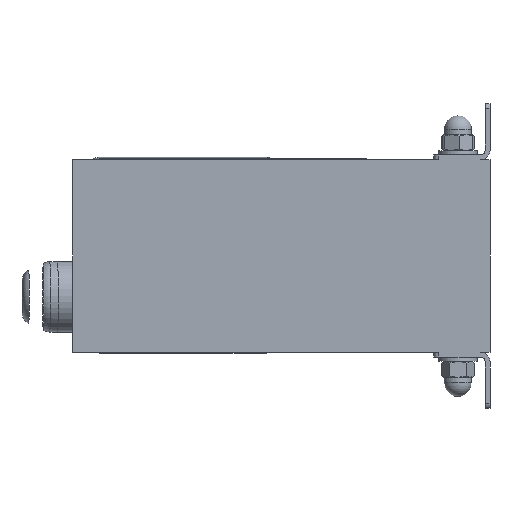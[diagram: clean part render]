
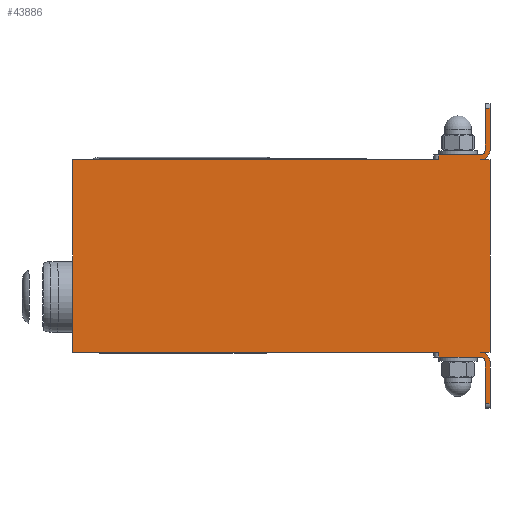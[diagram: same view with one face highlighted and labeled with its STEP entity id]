
A CAD part, left-side view. The second image highlights one B-rep face of the part: STEP entity #43886.
In plain terms, the highlighted planar face has unit normal (-1, 0, 0).
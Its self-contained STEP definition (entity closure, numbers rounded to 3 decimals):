
#3582=FACE_OUTER_BOUND('',#6007,.T.);
#6007=EDGE_LOOP('',(#36772,#36773,#36774,#36775,#36776,#36777,#36778,#36779,
#36780,#36781,#36782,#36783,#36784,#36785,#36786,#36787,#36788,#36789,#36790,
#36791));
#6382=LINE('',#59268,#10455);
#7530=LINE('',#63865,#11603);
#9813=LINE('',#71885,#13886);
#9821=LINE('',#71915,#13894);
#9828=LINE('',#71941,#13901);
#9832=LINE('',#71954,#13905);
#9834=LINE('',#71957,#13907);
#9840=LINE('',#71973,#13913);
#9842=LINE('',#71986,#13915);
#9845=LINE('',#71991,#13918);
#9848=LINE('',#72001,#13921);
#9852=LINE('',#72011,#13925);
#9860=LINE('',#72037,#13933);
#9866=LINE('',#72056,#13939);
#10018=LINE('',#72737,#14091);
#10021=LINE('',#72742,#14094);
#10455=VECTOR('',#47901,10.);
#11603=VECTOR('',#49851,10.);
#13886=VECTOR('',#56612,10.);
#13894=VECTOR('',#56642,10.);
#13901=VECTOR('',#56669,10.);
#13905=VECTOR('',#56681,10.);
#13907=VECTOR('',#56685,10.);
#13913=VECTOR('',#56703,10.);
#13915=VECTOR('',#56721,10.);
#13918=VECTOR('',#56726,10.);
#13921=VECTOR('',#56735,10.);
#13925=VECTOR('',#56743,10.);
#13933=VECTOR('',#56773,10.);
#13939=VECTOR('',#56795,10.);
#14091=VECTOR('',#57509,10.);
#14094=VECTOR('',#57516,10.);
#15488=CIRCLE('',#46904,3.);
#15489=CIRCLE('',#46906,6.);
#15499=CIRCLE('',#46928,3.);
#15502=CIRCLE('',#46932,6.);
#16008=VERTEX_POINT('',#59265);
#16009=VERTEX_POINT('',#59267);
#16952=VERTEX_POINT('',#63862);
#16953=VERTEX_POINT('',#63864);
#19228=VERTEX_POINT('',#71882);
#19229=VERTEX_POINT('',#71884);
#19236=VERTEX_POINT('',#71905);
#19240=VERTEX_POINT('',#71913);
#19248=VERTEX_POINT('',#71938);
#19249=VERTEX_POINT('',#71940);
#19254=VERTEX_POINT('',#71952);
#19258=VERTEX_POINT('',#71971);
#19259=VERTEX_POINT('',#71978);
#19261=VERTEX_POINT('',#71985);
#19263=VERTEX_POINT('',#71994);
#19266=VERTEX_POINT('',#71999);
#19270=VERTEX_POINT('',#72009);
#19277=VERTEX_POINT('',#72036);
#19280=VERTEX_POINT('',#72047);
#19282=VERTEX_POINT('',#72054);
#20054=EDGE_CURVE('',#16009,#16008,#6382,.T.);
#21480=EDGE_CURVE('',#16953,#16952,#7530,.T.);
#24957=EDGE_CURVE('',#19229,#19228,#9813,.T.);
#24971=EDGE_CURVE('',#19236,#19240,#9821,.T.);
#24983=EDGE_CURVE('',#19248,#19249,#9828,.T.);
#24990=EDGE_CURVE('',#19254,#19248,#9832,.T.);
#24992=EDGE_CURVE('',#16953,#19228,#9834,.T.);
#25000=EDGE_CURVE('',#19258,#19254,#9840,.T.);
#25002=EDGE_CURVE('',#19229,#19258,#15488,.T.);
#25003=EDGE_CURVE('',#19259,#19249,#15489,.T.);
#25006=EDGE_CURVE('',#19261,#19259,#9842,.T.);
#25009=EDGE_CURVE('',#19236,#16008,#9845,.T.);
#25014=EDGE_CURVE('',#19266,#19263,#9848,.T.);
#25019=EDGE_CURVE('',#19270,#19266,#9852,.T.);
#25032=EDGE_CURVE('',#19263,#19277,#9860,.T.);
#25035=EDGE_CURVE('',#19240,#19277,#15499,.T.);
#25039=EDGE_CURVE('',#19280,#19270,#15502,.T.);
#25042=EDGE_CURVE('',#19280,#19282,#9866,.T.);
#25358=EDGE_CURVE('',#19282,#19261,#10018,.T.);
#25361=EDGE_CURVE('',#16009,#16952,#10021,.T.);
#36772=ORIENTED_EDGE('',*,*,#25361,.F.);
#36773=ORIENTED_EDGE('',*,*,#20054,.T.);
#36774=ORIENTED_EDGE('',*,*,#25009,.F.);
#36775=ORIENTED_EDGE('',*,*,#24971,.T.);
#36776=ORIENTED_EDGE('',*,*,#25035,.T.);
#36777=ORIENTED_EDGE('',*,*,#25032,.F.);
#36778=ORIENTED_EDGE('',*,*,#25014,.F.);
#36779=ORIENTED_EDGE('',*,*,#25019,.F.);
#36780=ORIENTED_EDGE('',*,*,#25039,.F.);
#36781=ORIENTED_EDGE('',*,*,#25042,.T.);
#36782=ORIENTED_EDGE('',*,*,#25358,.T.);
#36783=ORIENTED_EDGE('',*,*,#25006,.T.);
#36784=ORIENTED_EDGE('',*,*,#25003,.T.);
#36785=ORIENTED_EDGE('',*,*,#24983,.F.);
#36786=ORIENTED_EDGE('',*,*,#24990,.F.);
#36787=ORIENTED_EDGE('',*,*,#25000,.F.);
#36788=ORIENTED_EDGE('',*,*,#25002,.F.);
#36789=ORIENTED_EDGE('',*,*,#24957,.T.);
#36790=ORIENTED_EDGE('',*,*,#24992,.F.);
#36791=ORIENTED_EDGE('',*,*,#21480,.T.);
#39538=PLANE('',#47218);
#43886=ADVANCED_FACE('',(#3582),#39538,.T.);
#46904=AXIS2_PLACEMENT_3D('',#71976,#56708,#56709);
#46906=AXIS2_PLACEMENT_3D('',#71979,#56712,#56713);
#46928=AXIS2_PLACEMENT_3D('',#72042,#56778,#56779);
#46932=AXIS2_PLACEMENT_3D('',#72049,#56787,#56788);
#47218=AXIS2_PLACEMENT_3D('',#72743,#57517,#57518);
#47901=DIRECTION('',(0.,-1.,0.));
#49851=DIRECTION('',(0.,1.,0.));
#56612=DIRECTION('',(0.,1.,0.));
#56642=DIRECTION('',(0.,-1.,0.));
#56669=DIRECTION('',(0.,0.,-1.));
#56681=DIRECTION('',(0.,-1.,0.));
#56685=DIRECTION('',(0.,0.,1.));
#56703=DIRECTION('',(0.,0.,1.));
#56708=DIRECTION('center_axis',(-1.,0.,0.));
#56709=DIRECTION('ref_axis',(0.,0.,
-1.));
#56712=DIRECTION('center_axis',(-1.,0.,0.));
#56713=DIRECTION('ref_axis',(0.,0.,
-1.));
#56721=DIRECTION('',(0.,1.,0.));
#56726=DIRECTION('',(0.,0.,1.));
#56735=DIRECTION('',(0.,1.,0.));
#56743=DIRECTION('',(0.,0.,-1.));
#56773=DIRECTION('',(0.,0.,1.));
#56778=DIRECTION('center_axis',(1.,0.,0.));
#56779=DIRECTION('ref_axis',(0.,0.,
1.));
#56787=DIRECTION('center_axis',(1.,0.,0.));
#56788=DIRECTION('ref_axis',(0.,0.,
1.));
#56795=DIRECTION('',(0.,-1.,0.));
#57509=DIRECTION('',(0.,0.,1.));
#57516=DIRECTION('',(0.,0.,1.));
#57517=DIRECTION('center_axis',(-1.,0.,0.));
#57518=DIRECTION('ref_axis',(0.,0.,
1.));
#59265=CARTESIAN_POINT('',(-130.,-98.,1.5));
#59267=CARTESIAN_POINT('',(-130.,130.,1.5));
#59268=CARTESIAN_POINT('',(-130.,130.,1.5));
#63862=CARTESIAN_POINT('',(-130.,130.,121.5));
#63864=CARTESIAN_POINT('',(-130.,-98.,121.5));
#63865=CARTESIAN_POINT('',(-130.,130.,121.5));
#71882=CARTESIAN_POINT('',(-130.,-98.,124.5));
#71884=CARTESIAN_POINT('',(-130.,-124.,124.5));
#71885=CARTESIAN_POINT('',(-130.,-95.,124.5));
#71905=CARTESIAN_POINT('',(-130.,-98.,-1.5));
#71913=CARTESIAN_POINT('',(-130.,-124.,-1.5));
#71915=CARTESIAN_POINT('',(-130.,-130.,-1.5));
#71938=CARTESIAN_POINT('',(-130.,-130.,153.5));
#71940=CARTESIAN_POINT('',(-130.,-130.,127.5));
#71941=CARTESIAN_POINT('',(-130.,-130.,156.5));
#71952=CARTESIAN_POINT('',(-130.,-127.,153.5));
#71954=CARTESIAN_POINT('',(-130.,-129.25,153.5));
#71957=CARTESIAN_POINT('',(-130.,-98.,130.25));
#71971=CARTESIAN_POINT('',(-130.,-127.,127.5));
#71973=CARTESIAN_POINT('',(-130.,-127.,121.5));
#71976=CARTESIAN_POINT('Origin',(-130.,-124.,127.5));
#71978=CARTESIAN_POINT('',(-130.,-124.,121.5));
#71979=CARTESIAN_POINT('Origin',(-130.,-124.,127.5));
#71985=CARTESIAN_POINT('',(-130.,-130.,121.5));
#71986=CARTESIAN_POINT('',(-130.,130.,121.5));
#71991=CARTESIAN_POINT('',(-130.,-98.,-7.25));
#71994=CARTESIAN_POINT('',(-130.,-127.,-30.5));
#71999=CARTESIAN_POINT('',(-130.,-130.,-30.5));
#72001=CARTESIAN_POINT('',(-130.,-129.25,-30.5));
#72009=CARTESIAN_POINT('',(-130.,-130.,-4.5));
#72011=CARTESIAN_POINT('',(-130.,-130.,-33.5));
#72036=CARTESIAN_POINT('',(-130.,-127.,-4.5));
#72037=CARTESIAN_POINT('',(-130.,-127.,1.5));
#72042=CARTESIAN_POINT('Origin',(-130.,-124.,-4.5));
#72047=CARTESIAN_POINT('',(-130.,-124.,1.5));
#72049=CARTESIAN_POINT('Origin',(-130.,-124.,-4.5));
#72054=CARTESIAN_POINT('',(-130.,-130.,1.5));
#72056=CARTESIAN_POINT('',(-130.,130.,1.5));
#72737=CARTESIAN_POINT('',(-130.,-130.,1.5));
#72742=CARTESIAN_POINT('',(-130.,130.,1.5));
#72743=CARTESIAN_POINT('Origin',(-130.,-130.,1.5));
